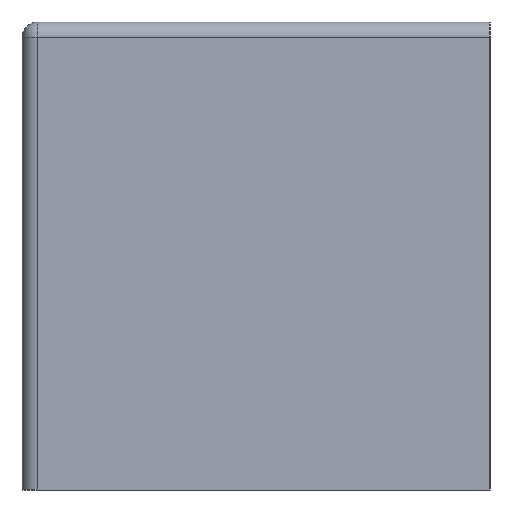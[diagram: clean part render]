
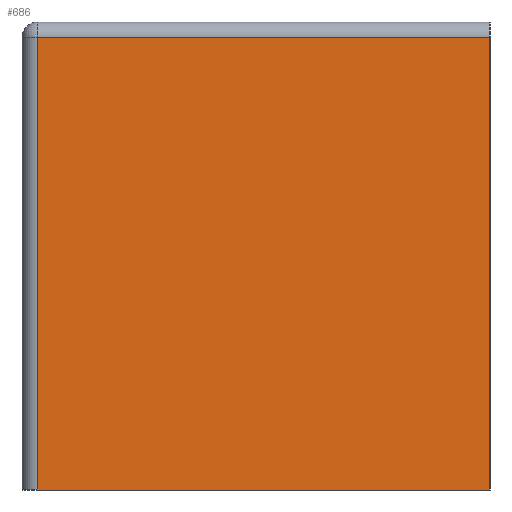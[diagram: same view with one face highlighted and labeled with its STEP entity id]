
A CAD part, left-side view. The second image highlights one B-rep face of the part: STEP entity #686.
In plain terms, the highlighted planar face has unit normal (-1, 0, 0).
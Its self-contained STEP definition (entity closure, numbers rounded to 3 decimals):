
#211=CARTESIAN_POINT('',(-30.,29.0,0.));
#212=VERTEX_POINT('',#211);
#220=CARTESIAN_POINT('',(-30.,29.0,29.0));
#221=VERTEX_POINT('',#220);
#222=CARTESIAN_POINT('',(-30.,29.0,0.0));
#223=DIRECTION('',(0.0,0.0,1.0));
#224=VECTOR('',#223,29.);
#225=LINE('',#222,#224);
#226=EDGE_CURVE('',#212,#221,#225,.T.);
#251=CARTESIAN_POINT('',(-30.,0.0,29.0));
#252=VERTEX_POINT('',#251);
#277=CARTESIAN_POINT('',(-30.,29.0,29.0));
#278=DIRECTION('',(0.0,-1.0,0.0));
#279=VECTOR('',#278,29.0);
#280=LINE('',#277,#279);
#281=EDGE_CURVE('',#221,#252,#280,.T.);
#334=CARTESIAN_POINT('',(-30.,0.0,0.));
#335=VERTEX_POINT('',#334);
#342=CARTESIAN_POINT('',(-30.,0.0,0.));
#343=DIRECTION('',(0.0,1.0,0.0));
#344=VECTOR('',#343,29.0);
#345=LINE('',#342,#344);
#346=EDGE_CURVE('',#335,#212,#345,.T.);
#627=CARTESIAN_POINT('',(-30.,0.0,0.));
#628=DIRECTION('',(0.0,0.0,1.0));
#629=VECTOR('',#628,29.0);
#630=LINE('',#627,#629);
#631=EDGE_CURVE('',#335,#252,#630,.T.);
#675=CARTESIAN_POINT('',(-30.,0.0,0.));
#676=DIRECTION('',(-1.0,0.0,0.0));
#677=DIRECTION('',(0.0,0.0,1.0));
#678=AXIS2_PLACEMENT_3D('',#675,#676,#677);
#679=PLANE('',#678);
#680=ORIENTED_EDGE('',*,*,#226,.F.);
#681=ORIENTED_EDGE('',*,*,#346,.F.);
#682=ORIENTED_EDGE('',*,*,#631,.T.);
#683=ORIENTED_EDGE('',*,*,#281,.F.);
#684=EDGE_LOOP('',(#680,#681,#682,#683));
#685=FACE_OUTER_BOUND('',#684,.T.);
#686=ADVANCED_FACE('',(#685),#679,.T.);
